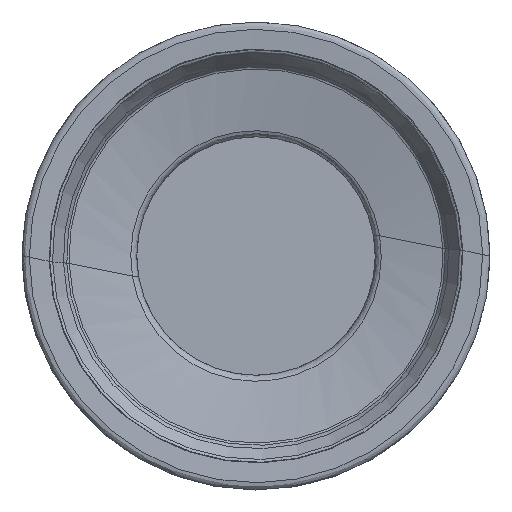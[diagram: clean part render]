
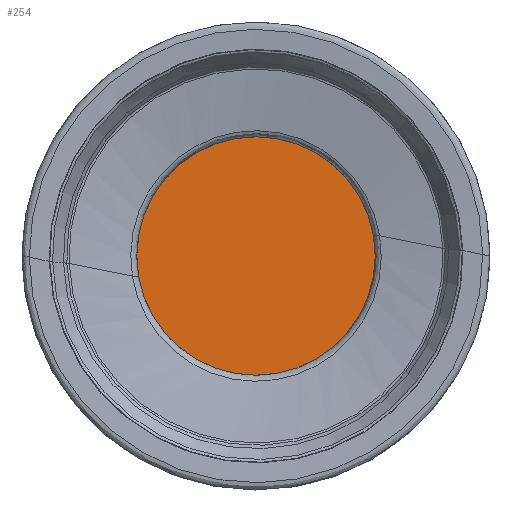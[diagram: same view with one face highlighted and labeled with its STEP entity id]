
A CAD part, left-side view. The second image highlights one B-rep face of the part: STEP entity #254.
In plain terms, the highlighted planar face has unit normal (-1, 0, 0).
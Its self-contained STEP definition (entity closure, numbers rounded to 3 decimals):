
#173=FACE_OUTER_BOUND('',#393,.T.);
#224=PLANE('',#996);
#254=ADVANCED_FACE('',(#173),#224,.T.);
#393=EDGE_LOOP('',(#489));
#489=ORIENTED_EDGE('',*,*,#788,.F.);
#716=VERTEX_POINT('',#1388);
#788=EDGE_CURVE('',#716,#716,#908,.T.);
#908=CIRCLE('',#995,6.509);
#995=AXIS2_PLACEMENT_3D('',#1387,#1142,#1143);
#996=AXIS2_PLACEMENT_3D('',#1389,#1144,#1145);
#1142=DIRECTION('',(1.,0.,0.));
#1143=DIRECTION('',(0.,1.,0.));
#1144=DIRECTION('',(-1.,0.,0.));
#1145=DIRECTION('',(0.,-1.,0.));
#1387=CARTESIAN_POINT('',(2.7,0.,0.));
#1388=CARTESIAN_POINT('',(2.7,6.509,0.));
#1389=CARTESIAN_POINT('',(2.7,6.509,0.));
